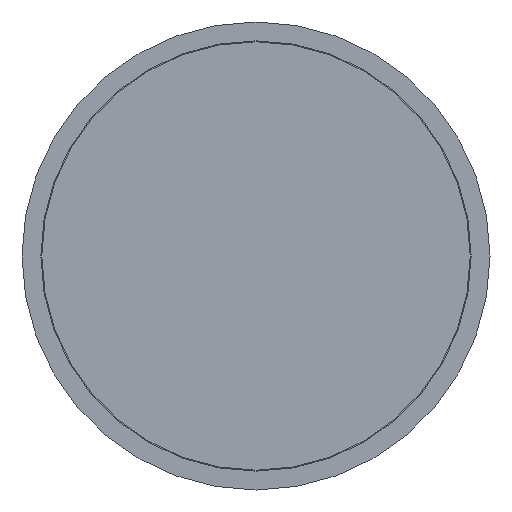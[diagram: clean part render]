
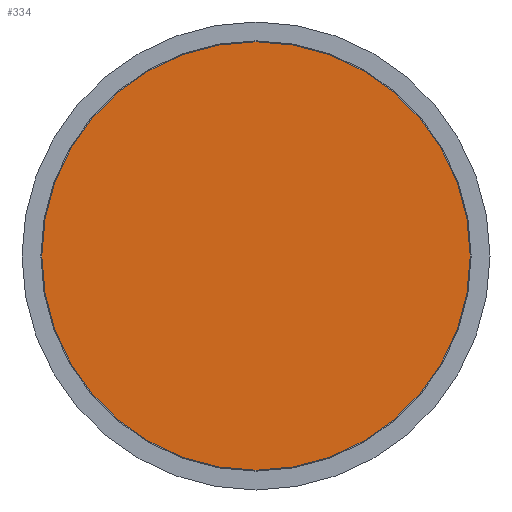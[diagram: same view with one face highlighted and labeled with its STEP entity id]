
A CAD part, front view. The second image highlights one B-rep face of the part: STEP entity #334.
In plain terms, the highlighted planar face has unit normal (0, -1, 0).
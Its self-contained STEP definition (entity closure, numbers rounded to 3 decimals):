
#21 = PLANE ( 'NONE',  #721 ) ;
#141 = ORIENTED_EDGE ( 'NONE', *, *, #632, .T. ) ;
#175 = AXIS2_PLACEMENT_3D ( 'NONE', #480, #402, #738 ) ;
#316 = FACE_OUTER_BOUND ( 'NONE', #570, .T. ) ;
#334 = ADVANCED_FACE ( 'NONE', ( #316 ), #21, .F. ) ;
#390 = VERTEX_POINT ( 'NONE', #553 ) ;
#402 = DIRECTION ( 'NONE',  ( 0., -1., 0. ) ) ;
#470 = DIRECTION ( 'NONE',  ( 0., 0., 1. ) ) ;
#480 = CARTESIAN_POINT ( 'NONE',  ( 0., 0., 0. ) ) ;
#553 = CARTESIAN_POINT ( 'NONE',  ( 0., 0., -56.75 ) ) ;
#570 = EDGE_LOOP ( 'NONE', ( #141 ) ) ;
#609 = CIRCLE ( 'NONE', #175, 56.75 ) ;
#632 = EDGE_CURVE ( 'NONE', #390, #390, #609, .T. ) ;
#721 = AXIS2_PLACEMENT_3D ( 'NONE', #722, #859, #470 ) ;
#722 = CARTESIAN_POINT ( 'NONE',  ( -56.75, 0., 0. ) ) ;
#738 = DIRECTION ( 'NONE',  ( 0., 0., -1. ) ) ;
#859 = DIRECTION ( 'NONE',  ( 0., 1., 0. ) ) ;
